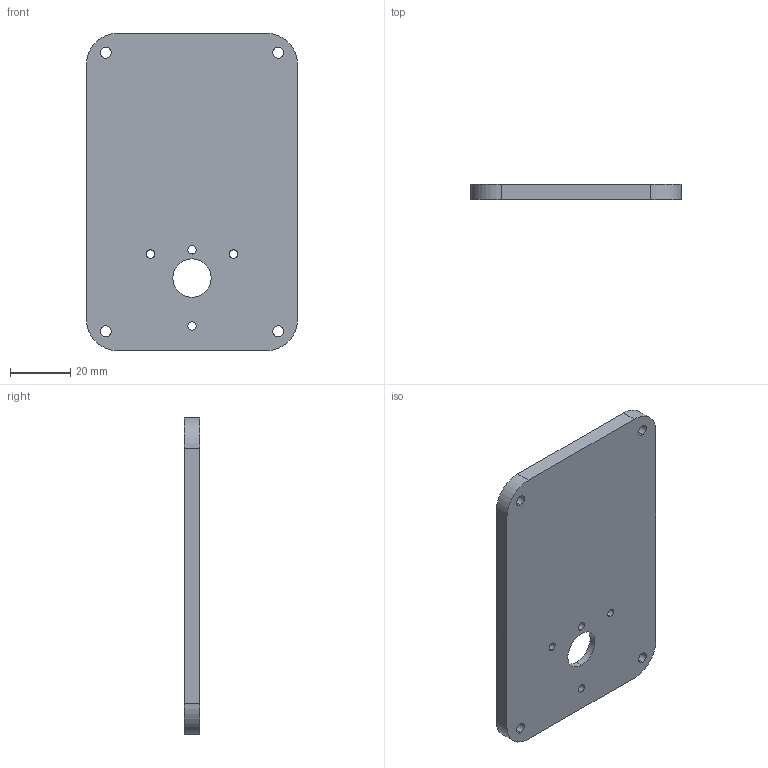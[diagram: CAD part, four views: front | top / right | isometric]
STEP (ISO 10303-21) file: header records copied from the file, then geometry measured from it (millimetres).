
FILE_DESCRIPTION (( 'STEP AP203' ), '1' );
FILE_NAME ('TWANG32_COVER_2-mod.STEP', '2025-06-26T17:55:42', ( '' ), ( '' ), 'SwSTEP 2.0', 'SolidWorks 2017', '' );
FILE_SCHEMA (( 'CONFIG_CONTROL_DESIGN' ));
Length unit declared in the file: millimetre
Products named in the file (1): TWANG32_COVER_2-mod
Bounding box: 69.85 x 5.08 x 105 mm (x, y, z)
Volume: 34762.5 mm3; surface area: 16486.1 mm2
Topology: 1 solids, 1 shells, 37 faces, 96 edges, 62 vertices
Faces by surface type: cylinder 24, plane 7, cone 6
Entity records: 1269 total; most frequent: DIRECTION 226, CARTESIAN_POINT 196, ORIENTED_EDGE 192, EDGE_CURVE 96, AXIS2_PLACEMENT_3D 92, VERTEX_POINT 62, EDGE_LOOP 56, CIRCLE 54
